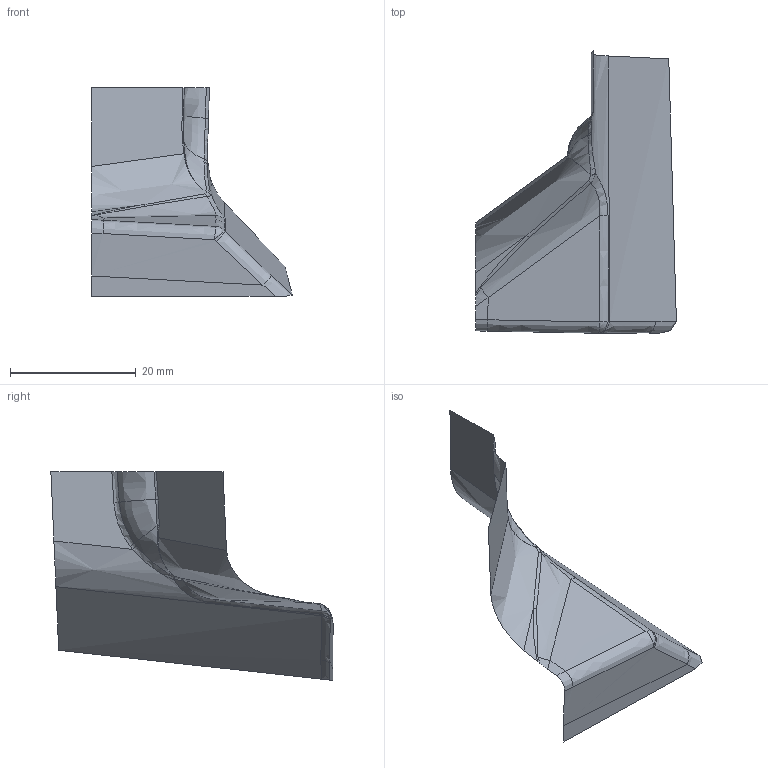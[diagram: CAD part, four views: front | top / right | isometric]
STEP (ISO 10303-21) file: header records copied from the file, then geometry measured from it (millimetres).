
FILE_DESCRIPTION(/* description */ ('Verkleidung'),/* implementation_level */ '2;1');
FILE_NAME(/* name */ 'Flche.stp',/* time_stamp */ '2023-02-28T11:04:16+01:00',/* author */ ('bobo.neulichedl'),/* organization */ ('ICE'),/* preprocessor_version */ 'ST-DEVELOPER v19.2',/* originating_system */ 'Autodesk Inventor 2023',/* authorisation */ 'Bobo Neulichedl');
FILE_SCHEMA (('CONFIG_CONTROL_DESIGN'));
Length unit declared in the file: millimetre
Products named in the file (1): F-VK-1100-3
Bounding box: 31.88 x 44.82 x 33.15 mm (x, y, z)
Surface area: 2065.5 mm2 (no closed solid volume)
Topology: 0 solids, 1 shells, 37 faces, 97 edges, 60 vertices
Faces by surface type: bspline 33, plane 2, cylinder 1, sphere 1
Entity records: 3741 total; most frequent: CARTESIAN_POINT 2994, ORIENTED_EDGE 172, EDGE_CURVE 96, DIRECTION 84, VERTEX_POINT 60, B_SPLINE_CURVE_WITH_KNOTS 56, AXIS2_PLACEMENT_3D 39, FACE_OUTER_BOUND 37
